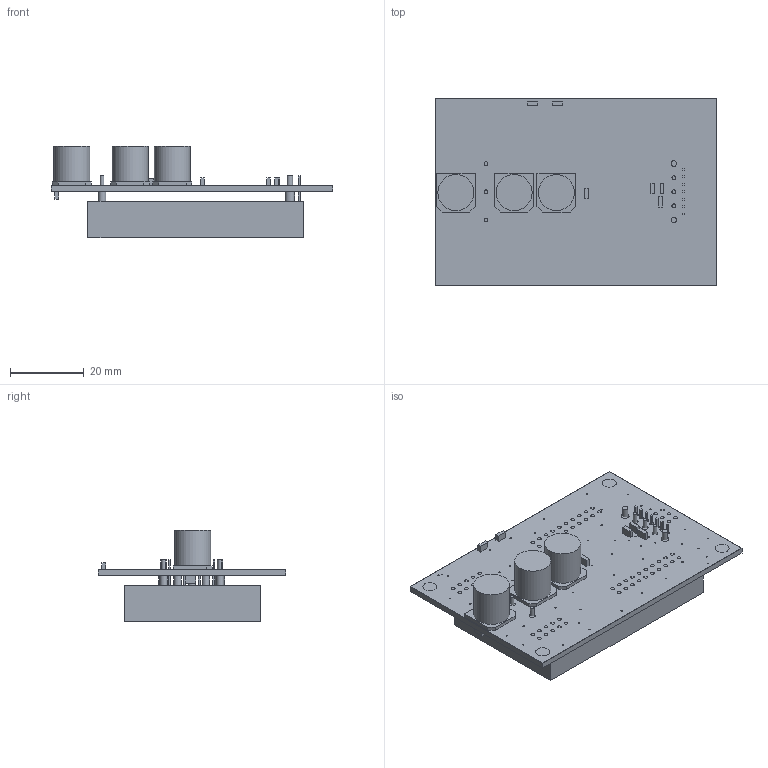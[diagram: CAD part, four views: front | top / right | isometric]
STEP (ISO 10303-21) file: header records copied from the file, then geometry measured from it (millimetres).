
FILE_DESCRIPTION(/* description */ (''),/* implementation_level */ '2;1');
FILE_NAME(/* name */ '3e508872-8002-4fb6-89c5-219b99b35b9e.stp',/* time_stamp */ '2021-01-10T16:54:41+00:00',/* author */ (''),/* organization */ (''),/* preprocessor_version */ 'ST-DEVELOPER v18.1',/* originating_system */ 'Autodesk Translation Framework v9.7.1.1290',/* authorisation */ '');
FILE_SCHEMA (('AUTOMOTIVE_DESIGN { 1 0 10303 214 3 1 1 }'));
Length unit declared in the file: millimetre
Products named in the file (9): 3e508872-8002-4fb6-89c5-219b99b35b9e; PCB Component; Board; 330uF; LED-0603; 6-32-HOLE; 510k; Q48SC12050NRDH; BRICK2DIST
Assembly tree (18 placements, depth 3):
  3e508872-8002-4fb6-89c5-219b99b35b9e
    PCB Component
      Board
      330uF  x3
      LED-0603  x2
      6-32-HOLE  x4
      510k  x5
      Q48SC12050NRDH
      BRICK2DIST
Bounding box: 76.2 x 50.8 x 24.82 mm (x, y, z)
Volume: 30177.6 mm3; surface area: 24699.2 mm2
Topology: 13 solids, 13 shells, 327 faces, 816 edges, 544 vertices
Faces by surface type: cylinder 172, plane 155
Full cylindrical faces by diameter (mm): 0.35 x65, 1 x66, 1.016 x6, 1.2 x7, 1.524 x2, 1.6 x6, 2.032 x6, 2.1 x2, 2.54 x2, 3.048 x2, 3.81 x4, 9.738 x3
Entity records: 9731 total; most frequent: DIRECTION 1662, CARTESIAN_POINT 1494, ORIENTED_EDGE 1428, EDGE_CURVE 714, AXIS2_PLACEMENT_3D 644, EDGE_LOOP 604, VERTEX_POINT 476, LINE 374
